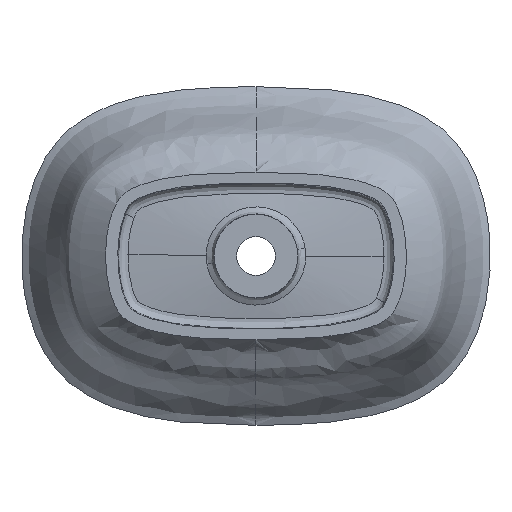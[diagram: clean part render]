
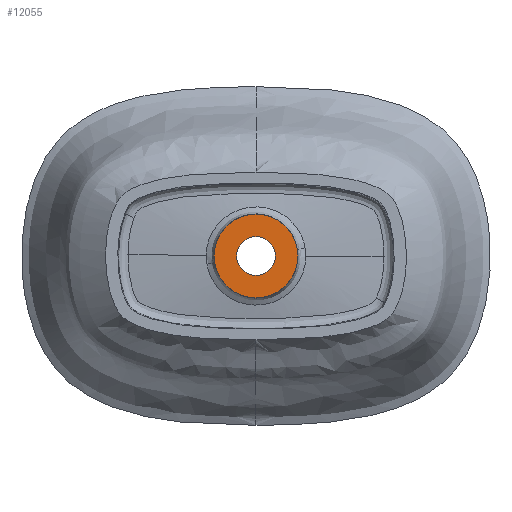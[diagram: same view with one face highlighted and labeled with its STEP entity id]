
A CAD part, front view. The second image highlights one B-rep face of the part: STEP entity #12055.
In plain terms, the highlighted planar face has unit normal (0, -1, 0).
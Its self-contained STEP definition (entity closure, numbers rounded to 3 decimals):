
#238 = CARTESIAN_POINT ( 'NONE',  ( 270., -150., 0. ) ) ;
#1299 = ORIENTED_EDGE ( 'NONE', *, *, #17868, .T. ) ;
#2054 = EDGE_LOOP ( 'NONE', ( #1299, #11156 ) ) ;
#2629 = FACE_BOUND ( 'NONE', #4013, .T. ) ;
#3004 = DIRECTION ( 'NONE',  ( 0., 0., 1. ) ) ;
#3306 = CARTESIAN_POINT ( 'NONE',  ( 0., -150., -48.25 ) ) ;
#3345 = CARTESIAN_POINT ( 'NONE',  ( 0., -150., 0. ) ) ;
#4013 = EDGE_LOOP ( 'NONE', ( #19341, #4991 ) ) ;
#4529 = DIRECTION ( 'NONE',  ( 0., -1., 0. ) ) ;
#4725 = DIRECTION ( 'NONE',  ( 0., 0., 1. ) ) ;
#4938 = DIRECTION ( 'NONE',  ( 0., 1., 0. ) ) ;
#4991 = ORIENTED_EDGE ( 'NONE', *, *, #15375, .F. ) ;
#5316 = CIRCLE ( 'NONE', #18687, 48.25 ) ;
#5459 = CARTESIAN_POINT ( 'NONE',  ( 0., -150., 0. ) ) ;
#6442 = DIRECTION ( 'NONE',  ( 0., -1., 0. ) ) ;
#6509 = DIRECTION ( 'NONE',  ( 0., -1., 0. ) ) ;
#6722 = VERTEX_POINT ( 'NONE', #12903 ) ;
#7060 = AXIS2_PLACEMENT_3D ( 'NONE', #3345, #6509, #4725 ) ;
#7862 = EDGE_CURVE ( 'NONE', #14609, #19549, #17417, .T. ) ;
#7989 = EDGE_CURVE ( 'NONE', #6722, #11202, #12976, .T. ) ;
#8714 = CARTESIAN_POINT ( 'NONE',  ( 0., -150., 0. ) ) ;
#8750 = CARTESIAN_POINT ( 'NONE',  ( 0., -150., -22.5 ) ) ;
#10356 = AXIS2_PLACEMENT_3D ( 'NONE', #15747, #6442, #17396 ) ;
#11156 = ORIENTED_EDGE ( 'NONE', *, *, #7862, .T. ) ;
#11202 = VERTEX_POINT ( 'NONE', #8750 ) ;
#11207 = CARTESIAN_POINT ( 'NONE',  ( 0., -150., 48.25 ) ) ;
#11278 = DIRECTION ( 'NONE',  ( 0., 0., 1. ) ) ;
#12055 = ADVANCED_FACE ( 'NONE', ( #14217, #2629 ), #12785, .F. ) ;
#12343 = AXIS2_PLACEMENT_3D ( 'NONE', #5459, #16626, #18203 ) ;
#12785 = PLANE ( 'NONE',  #18293 ) ;
#12903 = CARTESIAN_POINT ( 'NONE',  ( 0., -150., 22.5 ) ) ;
#12949 = CIRCLE ( 'NONE', #12343, 22.5 ) ;
#12976 = CIRCLE ( 'NONE', #7060, 22.5 ) ;
#14217 = FACE_OUTER_BOUND ( 'NONE', #2054, .T. ) ;
#14609 = VERTEX_POINT ( 'NONE', #3306 ) ;
#15375 = EDGE_CURVE ( 'NONE', #11202, #6722, #12949, .T. ) ;
#15747 = CARTESIAN_POINT ( 'NONE',  ( 0., -150., 0. ) ) ;
#16626 = DIRECTION ( 'NONE',  ( 0., -1., 0. ) ) ;
#17396 = DIRECTION ( 'NONE',  ( 0., 0., 1. ) ) ;
#17417 = CIRCLE ( 'NONE', #10356, 48.25 ) ;
#17868 = EDGE_CURVE ( 'NONE', #19549, #14609, #5316, .T. ) ;
#18203 = DIRECTION ( 'NONE',  ( 0., 0., 1. ) ) ;
#18293 = AXIS2_PLACEMENT_3D ( 'NONE', #238, #4938, #11278 ) ;
#18687 = AXIS2_PLACEMENT_3D ( 'NONE', #8714, #4529, #3004 ) ;
#19341 = ORIENTED_EDGE ( 'NONE', *, *, #7989, .F. ) ;
#19549 = VERTEX_POINT ( 'NONE', #11207 ) ;
